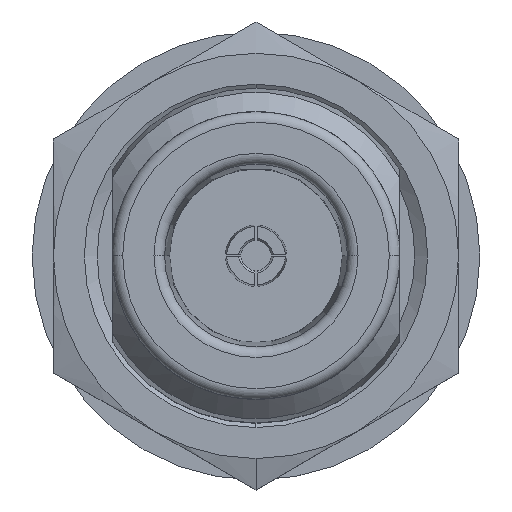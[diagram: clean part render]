
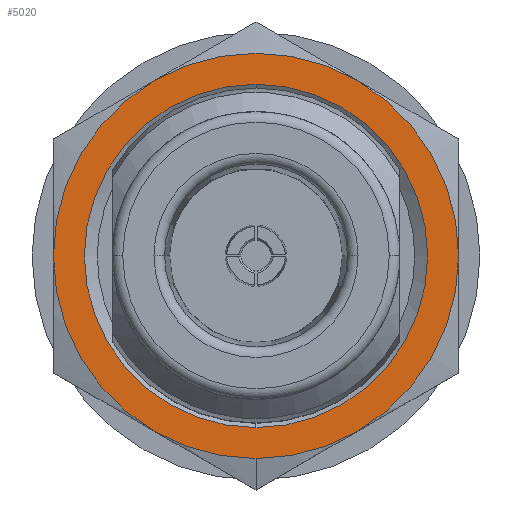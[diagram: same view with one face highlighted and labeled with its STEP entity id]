
A CAD part, top view. The second image highlights one B-rep face of the part: STEP entity #5020.
In plain terms, the highlighted planar face has unit normal (0, 0, 1).
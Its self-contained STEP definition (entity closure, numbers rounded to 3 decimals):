
#32 = CIRCLE ( 'NONE', #3085, 8.05 ) ;
#570 = CARTESIAN_POINT ( 'NONE',  ( 0., 0., -12.6 ) ) ;
#681 = VERTEX_POINT ( 'NONE', #6731 ) ;
#802 = CARTESIAN_POINT ( 'NONE',  ( -4.75, -8.227, -12.6 ) ) ;
#931 = DIRECTION ( 'NONE',  ( 0., 0., -1. ) ) ;
#1095 = ORIENTED_EDGE ( 'NONE', *, *, #6541, .F. ) ;
#1122 = ORIENTED_EDGE ( 'NONE', *, *, #5980, .T. ) ;
#1147 = VERTEX_POINT ( 'NONE', #1601 ) ;
#1249 = CIRCLE ( 'NONE', #2972, 8.05 ) ;
#1254 = EDGE_CURVE ( 'NONE', #8919, #7804, #32, .T. ) ;
#1310 = DIRECTION ( 'NONE',  ( 1., 0., 0. ) ) ;
#1326 = PLANE ( 'NONE',  #7140 ) ;
#1426 = AXIS2_PLACEMENT_3D ( 'NONE', #6746, #5585, #2703 ) ;
#1601 = CARTESIAN_POINT ( 'NONE',  ( -9.5, 0., -12.6 ) ) ;
#1708 = CARTESIAN_POINT ( 'NONE',  ( 4.75, -8.227, -12.6 ) ) ;
#1806 = EDGE_CURVE ( 'NONE', #7804, #8919, #1249, .T. ) ;
#1976 = VERTEX_POINT ( 'NONE', #3041 ) ;
#2176 = AXIS2_PLACEMENT_3D ( 'NONE', #8013, #3468, #8793 ) ;
#2289 = VERTEX_POINT ( 'NONE', #802 ) ;
#2407 = FACE_OUTER_BOUND ( 'NONE', #9072, .T. ) ;
#2494 = DIRECTION ( 'NONE',  ( 0., 0., 1. ) ) ;
#2703 = DIRECTION ( 'NONE',  ( 1., 0., 0. ) ) ;
#2769 = AXIS2_PLACEMENT_3D ( 'NONE', #7012, #2494, #7768 ) ;
#2814 = EDGE_CURVE ( 'NONE', #5376, #6141, #6496, .T. ) ;
#2910 = CARTESIAN_POINT ( 'NONE',  ( 0., 0., -12.6 ) ) ;
#2972 = AXIS2_PLACEMENT_3D ( 'NONE', #2910, #5104, #6552 ) ;
#3041 = CARTESIAN_POINT ( 'NONE',  ( 0., -9.5, -12.6 ) ) ;
#3085 = AXIS2_PLACEMENT_3D ( 'NONE', #8692, #931, #3378 ) ;
#3196 = ORIENTED_EDGE ( 'NONE', *, *, #1254, .T. ) ;
#3378 = DIRECTION ( 'NONE',  ( 0., -1., 0. ) ) ;
#3437 = CIRCLE ( 'NONE', #6266, 9.5 ) ;
#3468 = DIRECTION ( 'NONE',  ( 0., 0., -1. ) ) ;
#3664 = CARTESIAN_POINT ( 'NONE',  ( -9.5, 16.454, -12.6 ) ) ;
#3743 = EDGE_CURVE ( 'NONE', #2289, #1976, #3437, .T. ) ;
#3817 = CARTESIAN_POINT ( 'NONE',  ( 0., 0., -12.6 ) ) ;
#4199 = CARTESIAN_POINT ( 'NONE',  ( 0., 0., -12.6 ) ) ;
#4361 = VERTEX_POINT ( 'NONE', #1708 ) ;
#4427 = DIRECTION ( 'NONE',  ( 1., 0., 0. ) ) ;
#4492 = DIRECTION ( 'NONE',  ( 0., 0., 1. ) ) ;
#4599 = DIRECTION ( 'NONE',  ( 1., 0., 0. ) ) ;
#4915 = AXIS2_PLACEMENT_3D ( 'NONE', #3817, #9178, #4599 ) ;
#4948 = DIRECTION ( 'NONE',  ( 1., 0., 0. ) ) ;
#5012 = CIRCLE ( 'NONE', #2769, 9.5 ) ;
#5020 = ADVANCED_FACE ( 'NONE', ( #6443, #2407 ), #1326, .F. ) ;
#5104 = DIRECTION ( 'NONE',  ( 0., 0., -1. ) ) ;
#5144 = ORIENTED_EDGE ( 'NONE', *, *, #9174, .T. ) ;
#5359 = CIRCLE ( 'NONE', #8333, 9.5 ) ;
#5376 = VERTEX_POINT ( 'NONE', #6578 ) ;
#5585 = DIRECTION ( 'NONE',  ( 0., 0., 1. ) ) ;
#5798 = AXIS2_PLACEMENT_3D ( 'NONE', #4199, #9542, #4948 ) ;
#5872 = DIRECTION ( 'NONE',  ( 0., 0., 1. ) ) ;
#5980 = EDGE_CURVE ( 'NONE', #6141, #1147, #5012, .T. ) ;
#6056 = EDGE_CURVE ( 'NONE', #4361, #681, #6073, .T. ) ;
#6073 = CIRCLE ( 'NONE', #5798, 9.5 ) ;
#6141 = VERTEX_POINT ( 'NONE', #7281 ) ;
#6264 = ORIENTED_EDGE ( 'NONE', *, *, #7885, .T. ) ;
#6266 = AXIS2_PLACEMENT_3D ( 'NONE', #9060, #4492, #9853 ) ;
#6443 = FACE_BOUND ( 'NONE', #7930, .T. ) ;
#6496 = CIRCLE ( 'NONE', #1426, 9.5 ) ;
#6541 = EDGE_CURVE ( 'NONE', #2289, #1147, #9182, .T. ) ;
#6552 = DIRECTION ( 'NONE',  ( 0., -1., 0. ) ) ;
#6578 = CARTESIAN_POINT ( 'NONE',  ( 4.75, 8.227, -12.6 ) ) ;
#6731 = CARTESIAN_POINT ( 'NONE',  ( 9.5, 0., -12.6 ) ) ;
#6746 = CARTESIAN_POINT ( 'NONE',  ( 0., 0., -12.6 ) ) ;
#7012 = CARTESIAN_POINT ( 'NONE',  ( 0., 0., -12.6 ) ) ;
#7140 = AXIS2_PLACEMENT_3D ( 'NONE', #3664, #8993, #4427 ) ;
#7190 = ORIENTED_EDGE ( 'NONE', *, *, #3743, .T. ) ;
#7230 = CARTESIAN_POINT ( 'NONE',  ( 0., -8.05, -12.6 ) ) ;
#7281 = CARTESIAN_POINT ( 'NONE',  ( -4.75, 8.227, -12.6 ) ) ;
#7286 = CARTESIAN_POINT ( 'NONE',  ( 0., 8.05, -12.6 ) ) ;
#7612 = ORIENTED_EDGE ( 'NONE', *, *, #2814, .T. ) ;
#7646 = ORIENTED_EDGE ( 'NONE', *, *, #6056, .T. ) ;
#7768 = DIRECTION ( 'NONE',  ( 1., 0., 0. ) ) ;
#7804 = VERTEX_POINT ( 'NONE', #7230 ) ;
#7885 = EDGE_CURVE ( 'NONE', #681, #5376, #5359, .T. ) ;
#7930 = EDGE_LOOP ( 'NONE', ( #3196, #8609 ) ) ;
#8013 = CARTESIAN_POINT ( 'NONE',  ( 0., 0., -12.6 ) ) ;
#8333 = AXIS2_PLACEMENT_3D ( 'NONE', #570, #5872, #1310 ) ;
#8609 = ORIENTED_EDGE ( 'NONE', *, *, #1806, .T. ) ;
#8692 = CARTESIAN_POINT ( 'NONE',  ( 0., 0., -12.6 ) ) ;
#8793 = DIRECTION ( 'NONE',  ( 0., -1., 0. ) ) ;
#8919 = VERTEX_POINT ( 'NONE', #7286 ) ;
#8993 = DIRECTION ( 'NONE',  ( 0., 0., -1. ) ) ;
#9043 = CIRCLE ( 'NONE', #4915, 9.5 ) ;
#9060 = CARTESIAN_POINT ( 'NONE',  ( 0., 0., -12.6 ) ) ;
#9072 = EDGE_LOOP ( 'NONE', ( #7646, #6264, #7612, #1122, #1095, #7190, #5144 ) ) ;
#9174 = EDGE_CURVE ( 'NONE', #1976, #4361, #9043, .T. ) ;
#9178 = DIRECTION ( 'NONE',  ( 0., 0., 1. ) ) ;
#9182 = CIRCLE ( 'NONE', #2176, 9.5 ) ;
#9542 = DIRECTION ( 'NONE',  ( 0., 0., 1. ) ) ;
#9853 = DIRECTION ( 'NONE',  ( 1., 0., 0. ) ) ;
